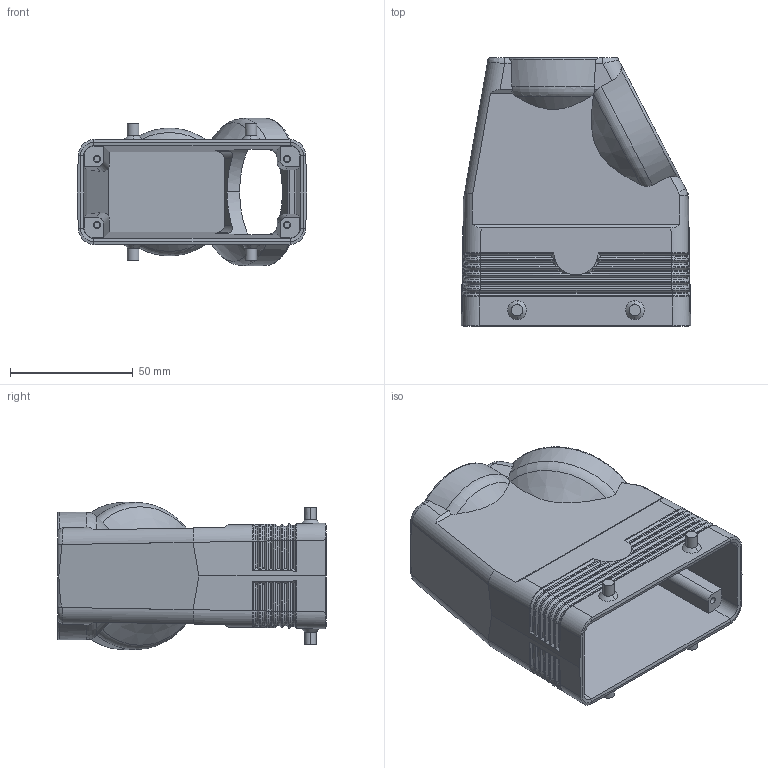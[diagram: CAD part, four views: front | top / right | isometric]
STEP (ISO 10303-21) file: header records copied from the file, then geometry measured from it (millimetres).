
FILE_DESCRIPTION(('Creo Elements/Direct Modeling STEP Export'),'2;1');
FILE_NAME('MIO 16.50.sat.stp','2011-07-19T12:01:28',(''),(''),'Creo Elements/Direct Modeling STEP processor for AP214 (Solid Model)','Creo Elements/Direct Modeling 17.0C 05-Feb-2011 (C) Parametric Technology GmbH','');
FILE_SCHEMA(('AUTOMOTIVE_DESIGN { 1 0 10303 214 1 1 1 1 }'));
Length unit declared in the file: millimetre
Products named in the file (2): 1
Assembly tree (1 placements, depth 2):
  1
    1
Bounding box: 93.49 x 109.39 x 60 mm (x, y, z)
Volume: 91438.7 mm3; surface area: 54516.2 mm2
Topology: 1 solids, 1 shells, 494 faces, 1198 edges, 713 vertices
Faces by surface type: plane 192, cylinder 132, cone 84, torus 52, bspline 34
Entity records: 30589 total; most frequent: CARTESIAN_POINT 17421, ORIENTED_EDGE 2236, DIRECTION 1720, EDGE_CURVE 1118, VERTEX_POINT 673, AXIS2_PLACEMENT_3D 608, VECTOR 504, LINE 504
